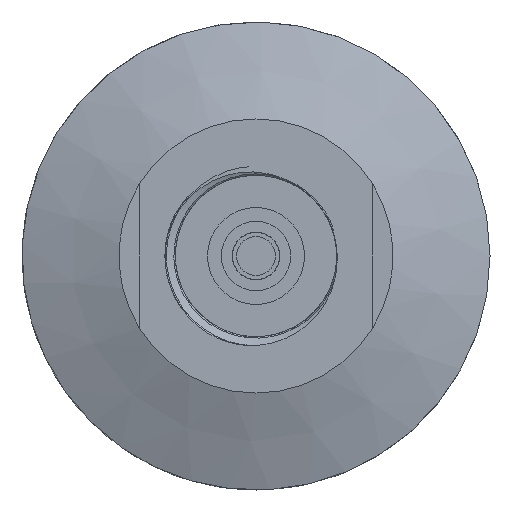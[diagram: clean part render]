
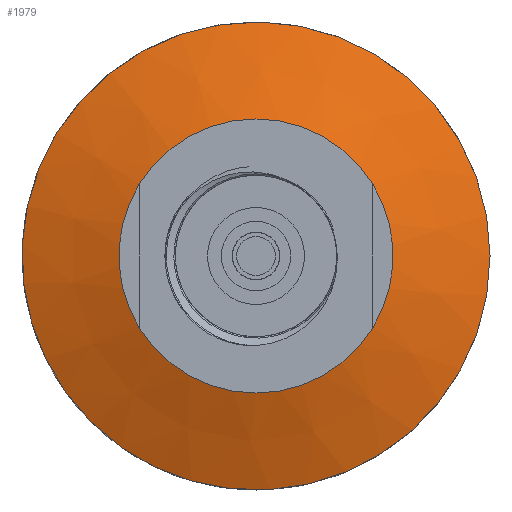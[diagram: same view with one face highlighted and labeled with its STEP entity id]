
A CAD part, front view. The second image highlights one B-rep face of the part: STEP entity #1979.
In plain terms, the highlighted conical face has half-angle 70.346 degrees and reference radius 13.4 mm.
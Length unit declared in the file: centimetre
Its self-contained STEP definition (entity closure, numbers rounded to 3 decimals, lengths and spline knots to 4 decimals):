
#92=CONICAL_SURFACE('',#2140,1.34,1.228);
#168=FACE_BOUND('',#591,.T.);
#288=CIRCLE('',#2109,0.99);
#289=CIRCLE('',#2111,0.99);
#293=CIRCLE('',#2118,0.99);
#294=CIRCLE('',#2120,0.99);
#304=CIRCLE('',#2138,1.69);
#441=FACE_OUTER_BOUND('',#590,.T.);
#590=EDGE_LOOP('',(#1456,#1457,#1458,#1459));
#591=EDGE_LOOP('',(#1460));
#903=VERTEX_POINT('',#2959);
#905=VERTEX_POINT('',#2962);
#907=VERTEX_POINT('',#2970);
#908=VERTEX_POINT('',#2971);
#937=VERTEX_POINT('',#8531);
#1093=EDGE_CURVE('',#905,#903,#288,.T.);
#1094=EDGE_CURVE('',#907,#908,#289,.T.);
#1108=EDGE_CURVE('',#908,#905,#293,.T.);
#1109=EDGE_CURVE('',#903,#907,#294,.T.);
#1140=EDGE_CURVE('',#937,#937,#304,.T.);
#1456=ORIENTED_EDGE('',*,*,#1094,.T.);
#1457=ORIENTED_EDGE('',*,*,#1108,.T.);
#1458=ORIENTED_EDGE('',*,*,#1093,.T.);
#1459=ORIENTED_EDGE('',*,*,#1109,.T.);
#1460=ORIENTED_EDGE('',*,*,#1140,.T.);
#1979=ADVANCED_FACE('',(#441,#168),#92,.T.);
#2109=AXIS2_PLACEMENT_3D('',#2968,#2378,#2379);
#2111=AXIS2_PLACEMENT_3D('',#2972,#2382,#2383);
#2118=AXIS2_PLACEMENT_3D('',#3042,#2400,#2401);
#2120=AXIS2_PLACEMENT_3D('',#3044,#2404,#2405);
#2138=AXIS2_PLACEMENT_3D('',#8532,#2440,#2441);
#2140=AXIS2_PLACEMENT_3D('',#8534,#2444,#2445);
#2378=DIRECTION('center_axis',(0.,1.,0.));
#2379=DIRECTION('ref_axis',(1.,0.,0.));
#2382=DIRECTION('center_axis',(0.,1.,0.));
#2383=DIRECTION('ref_axis',(1.,0.,0.));
#2400=DIRECTION('center_axis',(0.,1.,0.));
#2401=DIRECTION('ref_axis',(1.,0.,0.));
#2404=DIRECTION('center_axis',(0.,1.,0.));
#2405=DIRECTION('ref_axis',(1.,0.,0.));
#2440=DIRECTION('center_axis',(0.,-1.,0.));
#2441=DIRECTION('ref_axis',(-1.,0.,0.));
#2444=DIRECTION('center_axis',(0.,1.,0.));
#2445=DIRECTION('ref_axis',(-1.,0.,0.));
#2959=CARTESIAN_POINT('',(0.842,0.9,-0.5207));
#2962=CARTESIAN_POINT('',(0.842,0.9,0.5207));
#2968=CARTESIAN_POINT('Origin',(0.,0.9,0.));
#2970=CARTESIAN_POINT('',(-0.842,0.9,-0.5207));
#2971=CARTESIAN_POINT('',(-0.842,0.9,0.5207));
#2972=CARTESIAN_POINT('Origin',(0.,0.9,0.));
#3042=CARTESIAN_POINT('Origin',(0.,0.9,0.));
#3044=CARTESIAN_POINT('Origin',(0.,0.9,0.));
#8531=CARTESIAN_POINT('',(1.69,1.15,0.));
#8532=CARTESIAN_POINT('Origin',(0.,1.15,0.));
#8534=CARTESIAN_POINT('Origin',(0.,1.025,0.));
